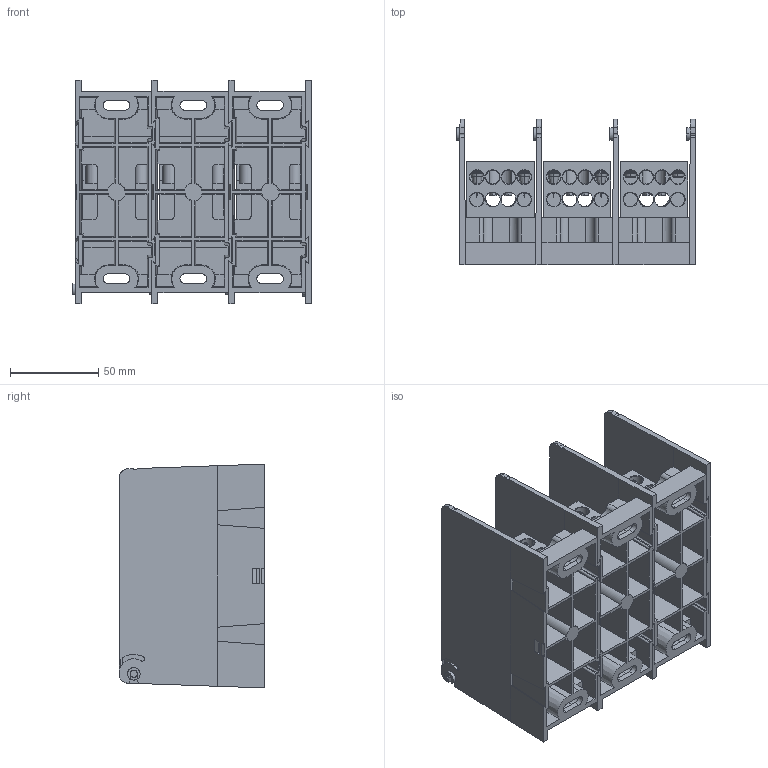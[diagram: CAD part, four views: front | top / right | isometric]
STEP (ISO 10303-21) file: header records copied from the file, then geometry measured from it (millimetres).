
FILE_DESCRIPTION (( 'STEP AP214' ), '1' );
FILE_NAME ('701912rev-3P.STEP', '2014-07-09T13:56:45', ( '' ), ( '' ), 'SwSTEP 2.0', 'SolidWorks 2013', '' );
FILE_SCHEMA (( 'AUTOMOTIVE_DESIGN' ));
Length unit declared in the file: inch
Products named in the file (1): 701912rev-3P
Bounding box: 135.72 x 82.55 x 127.01 mm (x, y, z)
Surface area: 183381.6 mm2 (no closed solid volume)
Topology: 0 solids, 50 shells, 854 faces, 3022 edges, 2157 vertices
Faces by surface type: plane 436, cylinder 230, cone 188
Entity records: 52242 total; most frequent: CARTESIAN_POINT 17294, ORIENTED_EDGE 4858, DIRECTION 4306, EDGE_CURVE 3014, VERTEX_POINT 2157, VECTOR 1560, LINE 1560, AXIS2_PLACEMENT_3D 1373
